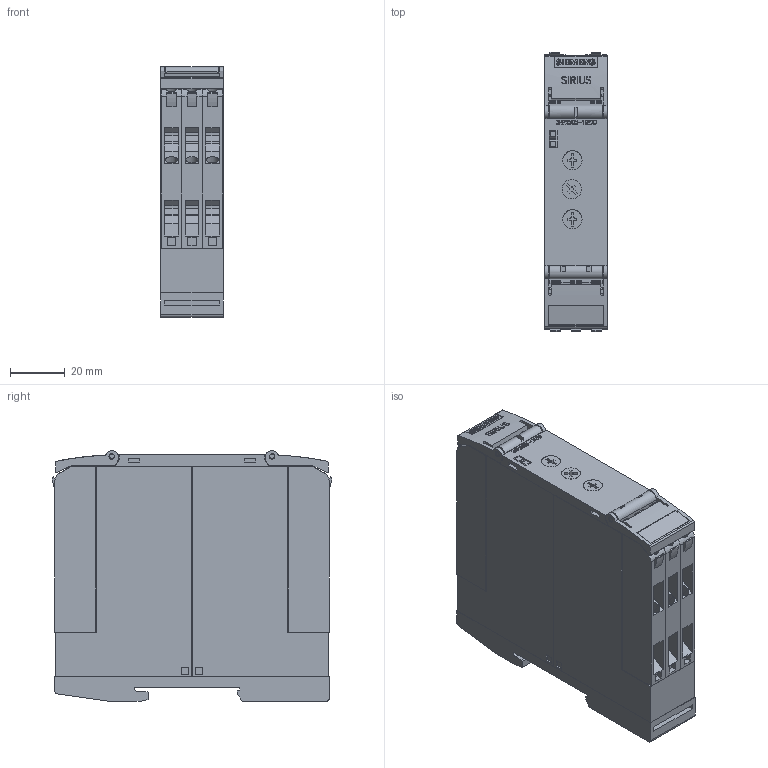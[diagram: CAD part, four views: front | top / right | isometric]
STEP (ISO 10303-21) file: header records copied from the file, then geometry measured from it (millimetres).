
FILE_DESCRIPTION(('STEP AP214'),'1');
FILE_NAME('cctmp_E4AA3020-E2E3-49FD-83D9-9D6D50FF13EC_2023_07_21_09_12_43_0197..stp','2023-07-21T07:12:46',('SIEMENS A&D'),('CADClick - www.CADClick.com'),'Spatial InterOp 3D postprocessed',' ','unknown authorization');
FILE_SCHEMA(('AUTOMOTIVE_DESIGN'));
Length unit declared in the file: millimetre
Products named in the file (1): 2023_07_21_09_12_43_0144
Bounding box: 22.8 x 101.9 x 91.42 mm (x, y, z)
Volume: 179697.8 mm3; surface area: 51049.4 mm2
Topology: 1 solids, 1 shells, 1586 faces, 4435 edges, 2946 vertices
Faces by surface type: plane 1270, cylinder 270, cone 30, torus 16
Entity records: 85824 total; most frequent: CARTESIAN_POINT 10071, STYLED_ITEM 8960, PRESENTATION_STYLE_ASSIGNMENT 8960, ORIENTED_EDGE 8854, DIRECTION 8240, EDGE_CURVE 4427, CURVE_STYLE 4427, DRAUGHTING_PRE_DEFINED_CURVE_FONT 4427
